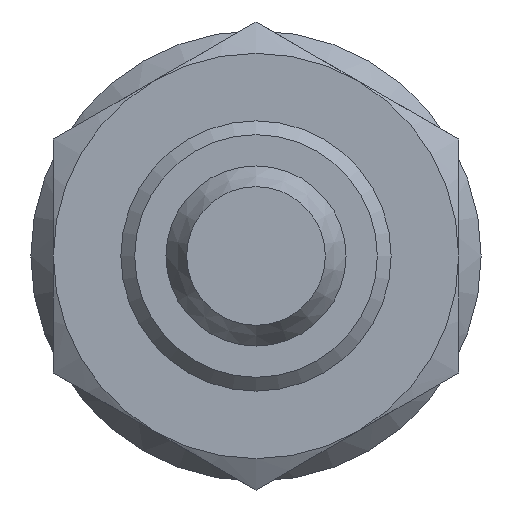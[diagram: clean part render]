
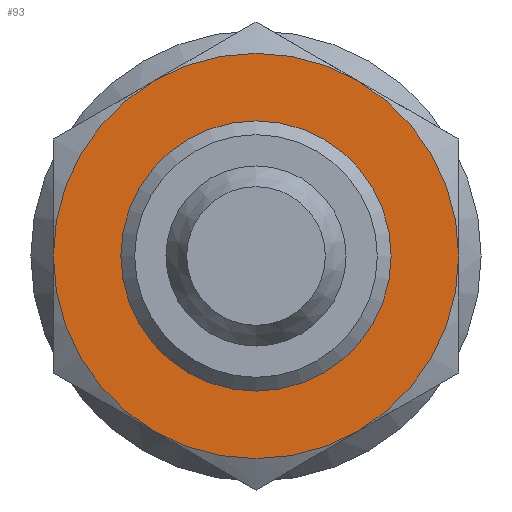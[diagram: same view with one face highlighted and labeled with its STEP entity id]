
A CAD part, front view. The second image highlights one B-rep face of the part: STEP entity #93.
In plain terms, the highlighted planar face has unit normal (0, -1, 0).
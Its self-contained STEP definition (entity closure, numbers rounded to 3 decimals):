
#93 = ADVANCED_FACE( '', ( #214, #215 ), #216, .F. );
#214 = FACE_BOUND( '', #367, .T. );
#215 = FACE_OUTER_BOUND( '', #368, .T. );
#216 = PLANE( '', #369 );
#367 = EDGE_LOOP( '', ( #565 ) );
#368 = EDGE_LOOP( '', ( #566, #567, #568, #569, #570, #571 ) );
#369 = AXIS2_PLACEMENT_3D( '', #572, #573, #574 );
#565 = ORIENTED_EDGE( '', *, *, #857, .T. );
#566 = ORIENTED_EDGE( '', *, *, #858, .T. );
#567 = ORIENTED_EDGE( '', *, *, #828, .T. );
#568 = ORIENTED_EDGE( '', *, *, #859, .T. );
#569 = ORIENTED_EDGE( '', *, *, #860, .T. );
#570 = ORIENTED_EDGE( '', *, *, #818, .T. );
#571 = ORIENTED_EDGE( '', *, *, #861, .T. );
#572 = CARTESIAN_POINT( '', ( 18., -31., 0. ) );
#573 = DIRECTION( '', ( 0., 1., 0. ) );
#574 = DIRECTION( '', ( 0., 0., 1. ) );
#818 = EDGE_CURVE( '', #952, #949, #953, .T. );
#828 = EDGE_CURVE( '', #965, #967, #969, .T. );
#857 = EDGE_CURVE( '', #1018, #1018, #1019, .T. );
#858 = EDGE_CURVE( '', #1020, #965, #1021, .T. );
#859 = EDGE_CURVE( '', #967, #1012, #1022, .T. );
#860 = EDGE_CURVE( '', #1012, #952, #1023, .T. );
#861 = EDGE_CURVE( '', #949, #1020, #1024, .T. );
#949 = VERTEX_POINT( '', #1130 );
#952 = VERTEX_POINT( '', #1142 );
#953 = CIRCLE( '', #1143, 18. );
#965 = VERTEX_POINT( '', #1162 );
#967 = VERTEX_POINT( '', #1171 );
#969 = CIRCLE( '', #1182, 18. );
#1012 = VERTEX_POINT( '', #1255 );
#1018 = VERTEX_POINT( '', #1276 );
#1019 = CIRCLE( '', #1277, 12. );
#1020 = VERTEX_POINT( '', #1278 );
#1021 = CIRCLE( '', #1279, 18. );
#1022 = CIRCLE( '', #1280, 18. );
#1023 = CIRCLE( '', #1281, 18. );
#1024 = CIRCLE( '', #1282, 18. );
#1130 = CARTESIAN_POINT( '', ( -9., -31., -15.588 ) );
#1142 = CARTESIAN_POINT( '', ( -18., -31., 0. ) );
#1143 = AXIS2_PLACEMENT_3D( '', #1488, #1489, #1490 );
#1162 = CARTESIAN_POINT( '', ( 18., -31., 0. ) );
#1171 = CARTESIAN_POINT( '', ( 9., -31., 15.588 ) );
#1182 = AXIS2_PLACEMENT_3D( '', #1500, #1501, #1502 );
#1255 = CARTESIAN_POINT( '', ( -9., -31., 15.588 ) );
#1276 = CARTESIAN_POINT( '', ( 0., -31., 12. ) );
#1277 = AXIS2_PLACEMENT_3D( '', #1534, #1535, #1536 );
#1278 = CARTESIAN_POINT( '', ( 9., -31., -15.588 ) );
#1279 = AXIS2_PLACEMENT_3D( '', #1537, #1538, #1539 );
#1280 = AXIS2_PLACEMENT_3D( '', #1540, #1541, #1542 );
#1281 = AXIS2_PLACEMENT_3D( '', #1543, #1544, #1545 );
#1282 = AXIS2_PLACEMENT_3D( '', #1546, #1547, #1548 );
#1488 = CARTESIAN_POINT( '', ( 0., -31., 0. ) );
#1489 = DIRECTION( '', ( 0., -1., 0. ) );
#1490 = DIRECTION( '', ( 0., 0., -1. ) );
#1500 = CARTESIAN_POINT( '', ( 0., -31., 0. ) );
#1501 = DIRECTION( '', ( 0., -1., 0. ) );
#1502 = DIRECTION( '', ( 0., 0., -1. ) );
#1534 = CARTESIAN_POINT( '', ( 0., -31., 0. ) );
#1535 = DIRECTION( '', ( 0., 1., 0. ) );
#1536 = DIRECTION( '', ( 0., 0., 1. ) );
#1537 = CARTESIAN_POINT( '', ( 0., -31., 0. ) );
#1538 = DIRECTION( '', ( 0., -1., 0. ) );
#1539 = DIRECTION( '', ( 0., 0., -1. ) );
#1540 = CARTESIAN_POINT( '', ( 0., -31., 0. ) );
#1541 = DIRECTION( '', ( 0., -1., 0. ) );
#1542 = DIRECTION( '', ( 0., 0., -1. ) );
#1543 = CARTESIAN_POINT( '', ( 0., -31., 0. ) );
#1544 = DIRECTION( '', ( 0., -1., 0. ) );
#1545 = DIRECTION( '', ( 0., 0., -1. ) );
#1546 = CARTESIAN_POINT( '', ( 0., -31., 0. ) );
#1547 = DIRECTION( '', ( 0., -1., 0. ) );
#1548 = DIRECTION( '', ( 0., 0., -1. ) );
